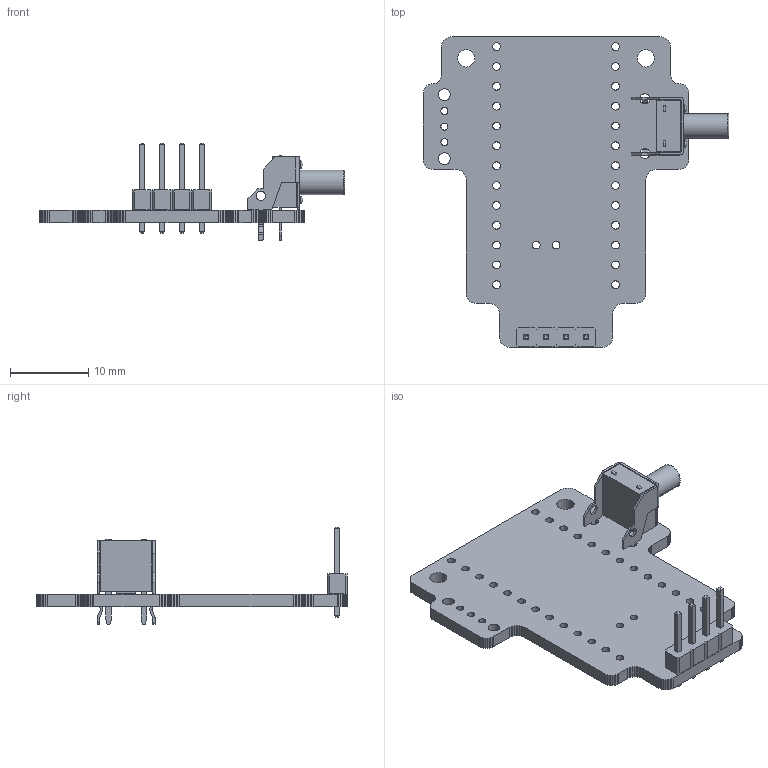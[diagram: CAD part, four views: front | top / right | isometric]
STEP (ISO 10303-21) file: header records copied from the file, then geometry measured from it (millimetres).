
FILE_DESCRIPTION(('KiCad electronic assembly'),'2;1');
FILE_NAME('zmkOled.step','2024-06-09T16:24:37',('Pcbnew'),('Kicad'), 'Open CASCADE STEP processor 7.7','KiCad to STEP converter','Unknown' );
FILE_SCHEMA(('AUTOMOTIVE_DESIGN { 1 0 10303 214 1 1 1 1 }'));
Length unit declared in the file: millimetre
Products named in the file (6): zmkOled 1; PinHeader_1x04_P2.54mm_Vertical; SOLID; SW_Tactile_SPST_Angled_PTS645Vx83-2LFS; zmkOled PCB
Assembly tree (5 placements, depth 3):
  zmkOled 1
    PinHeader_1x04_P2.54mm_Vertical
      SOLID
    SW_Tactile_SPST_Angled_PTS645Vx83-2LFS
      SOLID
    zmkOled PCB
Bounding box: 39.11 x 39.74 x 12.53 mm (x, y, z)
Volume: 1854 mm3; surface area: 3067.7 mm2
Topology: 3 solids, 3 shells, 431 faces, 1177 edges, 775 vertices
Faces by surface type: plane 347, cylinder 79, sphere 4, torus 1
Full cylindrical faces by diameter (mm): 0.8 x4, 0.9 x3, 0.99 x2, 1 x36, 1.2 x2, 1.3 x2, 1.5 x2, 2.2 x2, 3.14 x1, 3.5 x1
Entity records: 31193 total; most frequent: CARTESIAN_POINT 5697, DIRECTION 4432, LINE 3161, VECTOR 3161, ORIENTED_EDGE 2346, PCURVE 2346, DEFINITIONAL_REPRESENTATION 2346, EDGE_CURVE 1173
